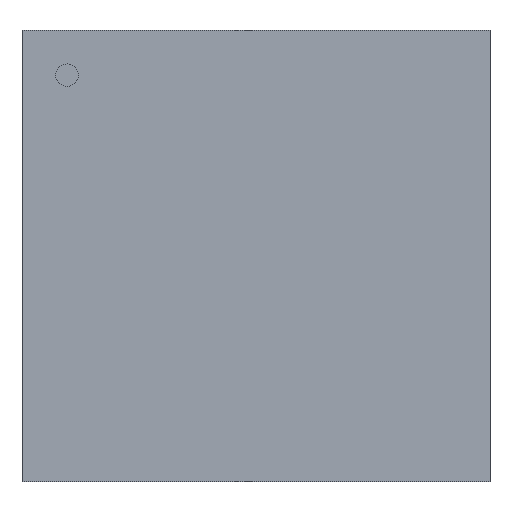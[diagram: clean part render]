
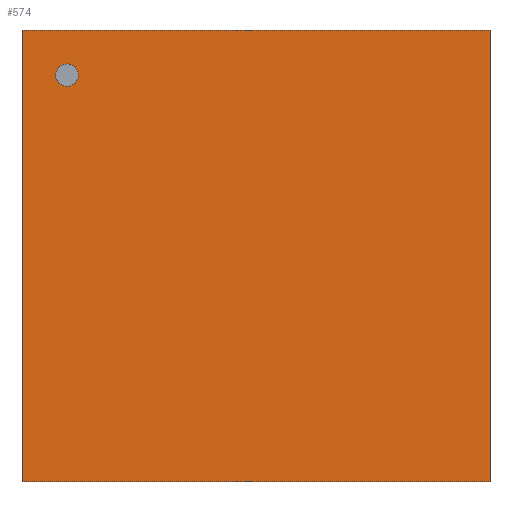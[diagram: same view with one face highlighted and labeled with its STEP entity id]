
A CAD part, top view. The second image highlights one B-rep face of the part: STEP entity #574.
In plain terms, the highlighted planar face has unit normal (0, 0, 1).
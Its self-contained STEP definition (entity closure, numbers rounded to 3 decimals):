
#350=CARTESIAN_POINT('',(0.711,-0.686,0.61));
#349=VERTEX_POINT('',#350);
#360=CARTESIAN_POINT('',(-0.711,-0.686,0.61));
#359=VERTEX_POINT('',#360);
#358=EDGE_CURVE('',#359,#349,#363,.T.);
#363=LINE('',#360,#365);
#365=VECTOR('',#366,1.422);
#366=DIRECTION('',(1.0,0.0,0.0));
#399=CARTESIAN_POINT('',(0.711,0.686,0.61));
#398=VERTEX_POINT('',#399);
#407=EDGE_CURVE('',#349,#398,#412,.T.);
#412=LINE('',#350,#414);
#414=VECTOR('',#415,1.372);
#415=DIRECTION('',(0.0,1.0,0.0));
#448=CARTESIAN_POINT('',(-0.711,0.686,0.61));
#447=VERTEX_POINT('',#448);
#456=EDGE_CURVE('',#398,#447,#461,.T.);
#461=LINE('',#399,#463);
#463=VECTOR('',#464,1.422);
#464=DIRECTION('',(-1.0,0.0,0.0));
#505=EDGE_CURVE('',#447,#359,#510,.T.);
#510=LINE('',#448,#512);
#512=VECTOR('',#513,1.372);
#513=DIRECTION('',(0.0,-1.0,0.0));
#574=ADVANCED_FACE('',(#580),#575,.T.);
#575=PLANE('',#576);
#576=AXIS2_PLACEMENT_3D('',#577,#578,#579);
#577=CARTESIAN_POINT('',(-0.711,-0.686,0.61));
#578=DIRECTION('',(0.0,0.0,1.0));
#579=DIRECTION('',(0.,1.,0.));
#580=FACE_OUTER_BOUND('',#581,.T.);
#581=EDGE_LOOP('',(#582,#592,#602,#612));
#582=ORIENTED_EDGE('',*,*,#358,.T.);
#592=ORIENTED_EDGE('',*,*,#407,.T.);
#602=ORIENTED_EDGE('',*,*,#456,.T.);
#612=ORIENTED_EDGE('',*,*,#505,.T.);
